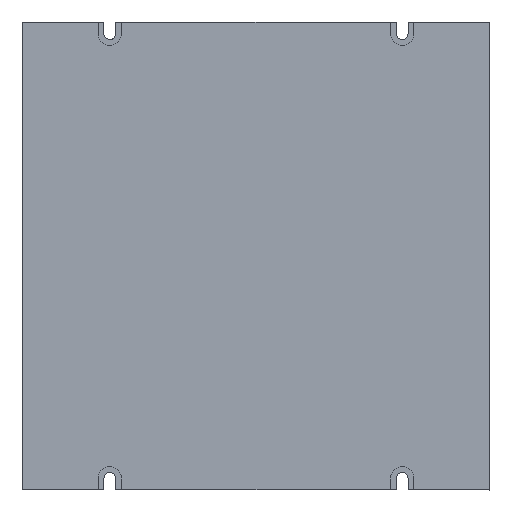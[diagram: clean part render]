
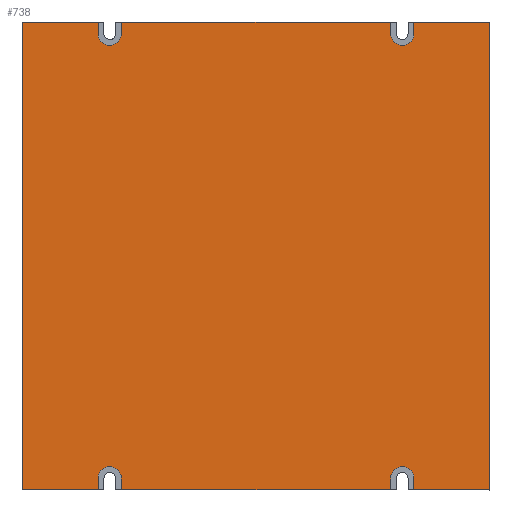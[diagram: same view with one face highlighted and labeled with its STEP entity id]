
A CAD part, top view. The second image highlights one B-rep face of the part: STEP entity #738.
In plain terms, the highlighted planar face has unit normal (0, 0, 1).
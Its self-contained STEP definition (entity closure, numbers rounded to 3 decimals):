
#15=CIRCLE('',#779,3.);
#17=CIRCLE('',#782,3.);
#20=CIRCLE('',#786,3.);
#24=CIRCLE('',#800,3.);
#52=FACE_OUTER_BOUND('',#90,.T.);
#90=EDGE_LOOP('',(#543,#544,#545,#546,#547,#548,#549,#550,#551,#552,#553,
#554,#555,#556,#557,#558,#559,#560,#561,#562));
#125=LINE('',#1072,#217);
#134=LINE('',#1091,#226);
#135=LINE('',#1094,#227);
#144=LINE('',#1113,#236);
#145=LINE('',#1116,#237);
#153=LINE('',#1134,#245);
#155=LINE('',#1138,#247);
#156=LINE('',#1140,#248);
#157=LINE('',#1144,#249);
#158=LINE('',#1146,#250);
#159=LINE('',#1148,#251);
#160=LINE('',#1149,#252);
#161=LINE('',#1150,#253);
#162=LINE('',#1152,#254);
#163=LINE('',#1154,#255);
#164=LINE('',#1155,#256);
#217=VECTOR('',#865,10.);
#226=VECTOR('',#880,10.);
#227=VECTOR('',#883,10.);
#236=VECTOR('',#898,10.);
#237=VECTOR('',#901,10.);
#245=VECTOR('',#915,10.);
#247=VECTOR('',#919,1000.);
#248=VECTOR('',#920,10.);
#249=VECTOR('',#923,10.);
#250=VECTOR('',#924,1000.);
#251=VECTOR('',#925,1000.);
#252=VECTOR('',#926,1000.);
#253=VECTOR('',#927,1000.);
#254=VECTOR('',#928,1000.);
#255=VECTOR('',#929,1000.);
#256=VECTOR('',#930,1000.);
#304=VERTEX_POINT('',#1045);
#305=VERTEX_POINT('',#1047);
#307=VERTEX_POINT('',#1053);
#308=VERTEX_POINT('',#1054);
#313=VERTEX_POINT('',#1065);
#314=VERTEX_POINT('',#1067);
#315=VERTEX_POINT('',#1071);
#322=VERTEX_POINT('',#1089);
#323=VERTEX_POINT('',#1093);
#330=VERTEX_POINT('',#1111);
#331=VERTEX_POINT('',#1115);
#338=VERTEX_POINT('',#1133);
#339=VERTEX_POINT('',#1137);
#340=VERTEX_POINT('',#1139);
#341=VERTEX_POINT('',#1141);
#342=VERTEX_POINT('',#1143);
#343=VERTEX_POINT('',#1145);
#344=VERTEX_POINT('',#1147);
#345=VERTEX_POINT('',#1151);
#346=VERTEX_POINT('',#1153);
#376=EDGE_CURVE('',#305,#304,#15,.T.);
#379=EDGE_CURVE('',#307,#308,#17,.T.);
#385=EDGE_CURVE('',#314,#313,#20,.T.);
#387=EDGE_CURVE('',#315,#314,#125,.T.);
#397=EDGE_CURVE('',#313,#322,#134,.T.);
#398=EDGE_CURVE('',#323,#307,#135,.T.);
#408=EDGE_CURVE('',#308,#330,#144,.T.);
#409=EDGE_CURVE('',#331,#305,#145,.T.);
#418=EDGE_CURVE('',#304,#338,#153,.T.);
#420=EDGE_CURVE('',#338,#339,#155,.T.);
#421=EDGE_CURVE('',#339,#340,#156,.T.);
#422=EDGE_CURVE('',#340,#341,#24,.T.);
#423=EDGE_CURVE('',#341,#342,#157,.T.);
#424=EDGE_CURVE('',#342,#343,#158,.T.);
#425=EDGE_CURVE('',#343,#344,#159,.T.);
#426=EDGE_CURVE('',#344,#315,#160,.T.);
#427=EDGE_CURVE('',#322,#323,#161,.T.);
#428=EDGE_CURVE('',#330,#345,#162,.T.);
#429=EDGE_CURVE('',#345,#346,#163,.T.);
#430=EDGE_CURVE('',#346,#331,#164,.T.);
#543=ORIENTED_EDGE('',*,*,#418,.T.);
#544=ORIENTED_EDGE('',*,*,#420,.T.);
#545=ORIENTED_EDGE('',*,*,#421,.T.);
#546=ORIENTED_EDGE('',*,*,#422,.T.);
#547=ORIENTED_EDGE('',*,*,#423,.T.);
#548=ORIENTED_EDGE('',*,*,#424,.T.);
#549=ORIENTED_EDGE('',*,*,#425,.T.);
#550=ORIENTED_EDGE('',*,*,#426,.T.);
#551=ORIENTED_EDGE('',*,*,#387,.T.);
#552=ORIENTED_EDGE('',*,*,#385,.T.);
#553=ORIENTED_EDGE('',*,*,#397,.T.);
#554=ORIENTED_EDGE('',*,*,#427,.T.);
#555=ORIENTED_EDGE('',*,*,#398,.T.);
#556=ORIENTED_EDGE('',*,*,#379,.T.);
#557=ORIENTED_EDGE('',*,*,#408,.T.);
#558=ORIENTED_EDGE('',*,*,#428,.T.);
#559=ORIENTED_EDGE('',*,*,#429,.T.);
#560=ORIENTED_EDGE('',*,*,#430,.T.);
#561=ORIENTED_EDGE('',*,*,#409,.T.);
#562=ORIENTED_EDGE('',*,*,#376,.T.);
#705=PLANE('',#799);
#738=ADVANCED_FACE('',(#52),#705,.T.);
#779=AXIS2_PLACEMENT_3D('',#1048,#842,#843);
#782=AXIS2_PLACEMENT_3D('',#1055,#849,#850);
#786=AXIS2_PLACEMENT_3D('',#1068,#860,#861);
#799=AXIS2_PLACEMENT_3D('',#1136,#917,#918);
#800=AXIS2_PLACEMENT_3D('',#1142,#921,#922);
#842=DIRECTION('center_axis',(0.,0.,
-1.));
#843=DIRECTION('ref_axis',(1.,0.,0.));
#849=DIRECTION('center_axis',(0.,0.,
-1.));
#850=DIRECTION('ref_axis',(1.,0.,0.));
#860=DIRECTION('center_axis',(0.,0.,
-1.));
#861=DIRECTION('ref_axis',(1.,0.,0.));
#865=DIRECTION('',(0.,-1.,0.));
#880=DIRECTION('',(-0.024,1.,0.));
#883=DIRECTION('',(-0.024,-1.,0.));
#898=DIRECTION('',(0.,1.,0.));
#901=DIRECTION('',(0.,1.,0.));
#915=DIRECTION('',(0.024,-1.,0.));
#917=DIRECTION('center_axis',(0.,0.,
1.));
#918=DIRECTION('ref_axis',(0.,1.,0.));
#919=DIRECTION('',(1.,0.,0.));
#920=DIRECTION('',(0.024,1.,0.));
#921=DIRECTION('center_axis',(0.,0.,
-1.));
#922=DIRECTION('ref_axis',(1.,0.,0.));
#923=DIRECTION('',(0.,-1.,0.));
#924=DIRECTION('',(1.,0.,0.));
#925=DIRECTION('',(0.,1.,0.));
#926=DIRECTION('',(-1.,0.,0.));
#927=DIRECTION('',(-1.,0.,0.));
#928=DIRECTION('',(-1.,0.,0.));
#929=DIRECTION('',(0.,-1.,0.));
#930=DIRECTION('',(1.,0.,0.));
#1045=CARTESIAN_POINT('',(-56.819,48.072,103.15));
#1047=CARTESIAN_POINT('',(-62.818,48.,103.15));
#1048=CARTESIAN_POINT('Origin',(-59.818,48.,103.15));
#1053=CARTESIAN_POINT('',(-56.819,161.928,103.15));
#1054=CARTESIAN_POINT('',(-62.818,162.,103.15));
#1055=CARTESIAN_POINT('Origin',(-59.818,162.,103.15));
#1065=CARTESIAN_POINT('',(12.183,161.928,103.15));
#1067=CARTESIAN_POINT('',(18.182,162.,103.15));
#1068=CARTESIAN_POINT('Origin',(15.182,162.,103.15));
#1071=CARTESIAN_POINT('',(18.182,165.,103.15));
#1072=CARTESIAN_POINT('',(18.182,135.,103.15));
#1089=CARTESIAN_POINT('',(12.109,165.,103.15));
#1091=CARTESIAN_POINT('',(12.87,133.16,103.15));
#1093=CARTESIAN_POINT('',(-56.745,165.,103.15));
#1094=CARTESIAN_POINT('',(-57.452,135.428,103.15));
#1111=CARTESIAN_POINT('',(-62.818,165.,103.15));
#1113=CARTESIAN_POINT('',(-62.818,132.5,103.15));
#1115=CARTESIAN_POINT('',(-62.818,45.,103.15));
#1116=CARTESIAN_POINT('',(-62.818,75.,103.15));
#1133=CARTESIAN_POINT('',(-56.745,45.,103.15));
#1134=CARTESIAN_POINT('',(-57.489,76.108,103.15));
#1136=CARTESIAN_POINT('Origin',(-22.318,105.,103.15));
#1137=CARTESIAN_POINT('',(12.109,45.,103.15));
#1138=CARTESIAN_POINT('',(-47.318,45.,103.15));
#1139=CARTESIAN_POINT('',(12.183,48.072,103.15));
#1140=CARTESIAN_POINT('',(12.816,74.572,103.15));
#1141=CARTESIAN_POINT('',(18.182,48.,103.15));
#1142=CARTESIAN_POINT('Origin',(15.182,48.,103.15));
#1143=CARTESIAN_POINT('',(18.182,45.,103.15));
#1144=CARTESIAN_POINT('',(18.182,76.5,103.15));
#1145=CARTESIAN_POINT('',(37.682,45.,103.15));
#1146=CARTESIAN_POINT('',(-47.318,45.,103.15));
#1147=CARTESIAN_POINT('',(37.682,165.,103.15));
#1148=CARTESIAN_POINT('',(37.682,80.,103.15));
#1149=CARTESIAN_POINT('',(2.682,165.,103.15));
#1150=CARTESIAN_POINT('',(2.682,165.,103.15));
#1151=CARTESIAN_POINT('',(-82.318,165.,103.15));
#1152=CARTESIAN_POINT('',(2.682,165.,103.15));
#1153=CARTESIAN_POINT('',(-82.318,45.,103.15));
#1154=CARTESIAN_POINT('',(-82.318,130.,103.15));
#1155=CARTESIAN_POINT('',(-47.318,45.,103.15));
